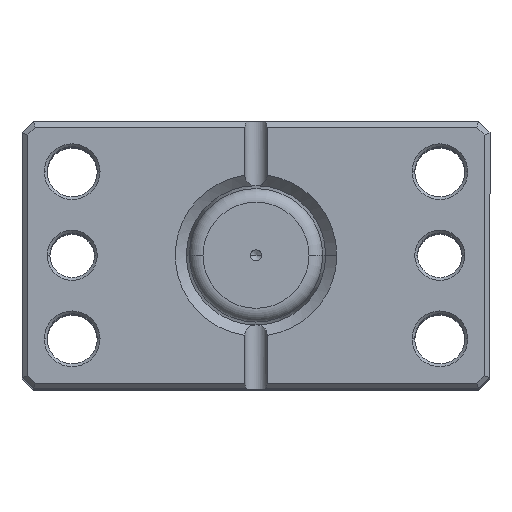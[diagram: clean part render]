
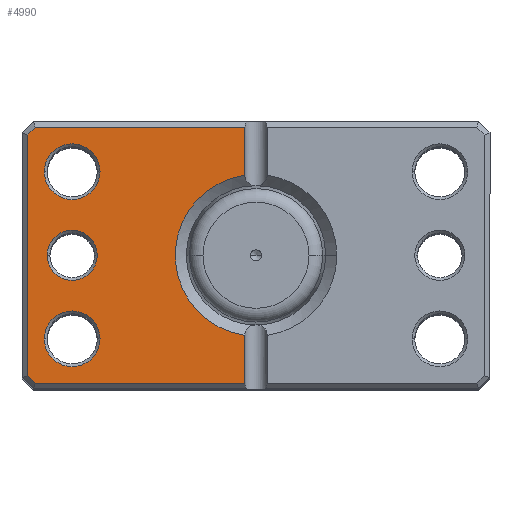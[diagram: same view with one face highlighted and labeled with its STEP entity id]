
A CAD part, top view. The second image highlights one B-rep face of the part: STEP entity #4990.
In plain terms, the highlighted face is planar.
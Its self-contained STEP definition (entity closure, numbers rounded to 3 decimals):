
#22 = EDGE_CURVE ( 'NONE', #1009, #3379, #182, .T. ) ;
#41 = AXIS2_PLACEMENT_3D ( 'NONE', #2533, #5810, #3051 ) ;
#63 = FACE_OUTER_BOUND ( 'NONE', #3903, .T. ) ;
#179 = VECTOR ( 'NONE', #5761, 1000. ) ;
#182 = CIRCLE ( 'NONE', #1656, 5. ) ;
#227 = VECTOR ( 'NONE', #3966, 1000. ) ;
#261 = LINE ( 'NONE', #537, #4305 ) ;
#273 = VERTEX_POINT ( 'NONE', #6858 ) ;
#287 = CARTESIAN_POINT ( 'NONE',  ( 38., -15., 0. ) ) ;
#304 = ORIENTED_EDGE ( 'NONE', *, *, #1437, .T. ) ;
#360 = VERTEX_POINT ( 'NONE', #4283 ) ;
#369 = DIRECTION ( 'NONE',  ( 1., 0., 0. ) ) ;
#404 = EDGE_LOOP ( 'NONE', ( #3716, #439 ) ) ;
#439 = ORIENTED_EDGE ( 'NONE', *, *, #4928, .T. ) ;
#463 = CARTESIAN_POINT ( 'NONE',  ( 33., 0., 0. ) ) ;
#537 = CARTESIAN_POINT ( 'NONE',  ( 2., 24., 0. ) ) ;
#566 = ORIENTED_EDGE ( 'NONE', *, *, #5933, .T. ) ;
#709 = FACE_BOUND ( 'NONE', #2790, .T. ) ;
#782 = CARTESIAN_POINT ( 'NONE',  ( 33., -15., 0. ) ) ;
#818 = ORIENTED_EDGE ( 'NONE', *, *, #5597, .T. ) ;
#938 = DIRECTION ( 'NONE',  ( 0., 0., 1. ) ) ;
#1009 = VERTEX_POINT ( 'NONE', #4449 ) ;
#1013 = DIRECTION ( 'NONE',  ( 1., 0., 0. ) ) ;
#1061 = CARTESIAN_POINT ( 'NONE',  ( 2., -14.361, 0. ) ) ;
#1141 = EDGE_CURVE ( 'NONE', #5453, #1463, #1802, .T. ) ;
#1309 = DIRECTION ( 'NONE',  ( 1., 0., 0. ) ) ;
#1355 = DIRECTION ( 'NONE',  ( 1., 0., 0. ) ) ;
#1358 = DIRECTION ( 'NONE',  ( -0.707, -0.707, 0. ) ) ;
#1396 = VERTEX_POINT ( 'NONE', #6298 ) ;
#1417 = EDGE_CURVE ( 'NONE', #360, #5453, #4479, .T. ) ;
#1437 = EDGE_CURVE ( 'NONE', #273, #2761, #261, .T. ) ;
#1448 = FACE_BOUND ( 'NONE', #404, .T. ) ;
#1463 = VERTEX_POINT ( 'NONE', #1061 ) ;
#1505 = ORIENTED_EDGE ( 'NONE', *, *, #2218, .T. ) ;
#1537 = CARTESIAN_POINT ( 'NONE',  ( 0., 23., 0. ) ) ;
#1611 = CIRCLE ( 'NONE', #41, 14.5 ) ;
#1656 = AXIS2_PLACEMENT_3D ( 'NONE', #4091, #938, #4630 ) ;
#1802 = LINE ( 'NONE', #6648, #4470 ) ;
#1916 = DIRECTION ( 'NONE',  ( 0., 0., 1. ) ) ;
#2218 = EDGE_CURVE ( 'NONE', #3379, #1009, #2945, .T. ) ;
#2325 = AXIS2_PLACEMENT_3D ( 'NONE', #4170, #6755, #1013 ) ;
#2356 = CARTESIAN_POINT ( 'NONE',  ( 33., 15., 0. ) ) ;
#2464 = ORIENTED_EDGE ( 'NONE', *, *, #6050, .T. ) ;
#2499 = CARTESIAN_POINT ( 'NONE',  ( 37.5, 0., 0. ) ) ;
#2533 = CARTESIAN_POINT ( 'NONE',  ( 0., 0., 0. ) ) ;
#2606 = DIRECTION ( 'NONE',  ( -1., 0., 0. ) ) ;
#2761 = VERTEX_POINT ( 'NONE', #6188 ) ;
#2774 = AXIS2_PLACEMENT_3D ( 'NONE', #2356, #6064, #2900 ) ;
#2790 = EDGE_LOOP ( 'NONE', ( #2464, #4486 ) ) ;
#2836 = VECTOR ( 'NONE', #5766, 1000. ) ;
#2892 = VERTEX_POINT ( 'NONE', #5252 ) ;
#2900 = DIRECTION ( 'NONE',  ( 1., 0., 0. ) ) ;
#2945 = CIRCLE ( 'NONE', #4685, 5. ) ;
#2946 = CARTESIAN_POINT ( 'NONE',  ( 31.293, -31.293, 0. ) ) ;
#2959 = LINE ( 'NONE', #4571, #179 ) ;
#3023 = CARTESIAN_POINT ( 'NONE',  ( 33., 0., 0. ) ) ;
#3051 = DIRECTION ( 'NONE',  ( 1., 0., 0. ) ) ;
#3374 = EDGE_CURVE ( 'NONE', #1396, #4821, #5836, .T. ) ;
#3379 = VERTEX_POINT ( 'NONE', #287 ) ;
#3444 = PLANE ( 'NONE',  #5617 ) ;
#3541 = ORIENTED_EDGE ( 'NONE', *, *, #1417, .T. ) ;
#3555 = DIRECTION ( 'NONE',  ( 0., 0., 1. ) ) ;
#3691 = VERTEX_POINT ( 'NONE', #5119 ) ;
#3716 = ORIENTED_EDGE ( 'NONE', *, *, #5733, .T. ) ;
#3731 = VERTEX_POINT ( 'NONE', #2499 ) ;
#3842 = CIRCLE ( 'NONE', #5404, 4.5 ) ;
#3903 = EDGE_LOOP ( 'NONE', ( #3906, #818, #304, #4474, #6662, #5049, #566, #3541 ) ) ;
#3906 = ORIENTED_EDGE ( 'NONE', *, *, #1141, .T. ) ;
#3920 = VECTOR ( 'NONE', #1358, 1000. ) ;
#3966 = DIRECTION ( 'NONE',  ( 0.707, -0.707, 0. ) ) ;
#3978 = AXIS2_PLACEMENT_3D ( 'NONE', #3023, #3555, #6265 ) ;
#4091 = CARTESIAN_POINT ( 'NONE',  ( 33., -15., 0. ) ) ;
#4170 = CARTESIAN_POINT ( 'NONE',  ( 33., 15., 0. ) ) ;
#4193 = CARTESIAN_POINT ( 'NONE',  ( 0., -23., 0. ) ) ;
#4219 = CARTESIAN_POINT ( 'NONE',  ( 41., 21.586, 0. ) ) ;
#4223 = VERTEX_POINT ( 'NONE', #6768 ) ;
#4267 = VERTEX_POINT ( 'NONE', #6278 ) ;
#4283 = CARTESIAN_POINT ( 'NONE',  ( 39.586, -23., 0. ) ) ;
#4305 = VECTOR ( 'NONE', #5792, 1000. ) ;
#4444 = CIRCLE ( 'NONE', #2774, 5. ) ;
#4449 = CARTESIAN_POINT ( 'NONE',  ( 28., -15., 0. ) ) ;
#4470 = VECTOR ( 'NONE', #5055, 1000. ) ;
#4474 = ORIENTED_EDGE ( 'NONE', *, *, #5217, .T. ) ;
#4479 = LINE ( 'NONE', #4193, #4632 ) ;
#4486 = ORIENTED_EDGE ( 'NONE', *, *, #6041, .T. ) ;
#4494 = DIRECTION ( 'NONE',  ( 0., 0., 1. ) ) ;
#4531 = DIRECTION ( 'NONE',  ( 0., 0., 1. ) ) ;
#4571 = CARTESIAN_POINT ( 'NONE',  ( 41., 0., 0. ) ) ;
#4596 = LINE ( 'NONE', #2946, #3920 ) ;
#4630 = DIRECTION ( 'NONE',  ( 1., 0., 0. ) ) ;
#4632 = VECTOR ( 'NONE', #2606, 1000. ) ;
#4685 = AXIS2_PLACEMENT_3D ( 'NONE', #782, #4494, #1309 ) ;
#4818 = CIRCLE ( 'NONE', #2325, 5. ) ;
#4821 = VERTEX_POINT ( 'NONE', #4219 ) ;
#4928 = EDGE_CURVE ( 'NONE', #3691, #2892, #4444, .T. ) ;
#4984 = LINE ( 'NONE', #1537, #2836 ) ;
#4990 = ADVANCED_FACE ( 'NONE', ( #709, #5502, #1448, #63 ), #3444, .F. ) ;
#5049 = ORIENTED_EDGE ( 'NONE', *, *, #6076, .T. ) ;
#5055 = DIRECTION ( 'NONE',  ( 0., 1., 0. ) ) ;
#5119 = CARTESIAN_POINT ( 'NONE',  ( 38., 15., 0. ) ) ;
#5217 = EDGE_CURVE ( 'NONE', #2761, #1396, #4984, .T. ) ;
#5233 = EDGE_LOOP ( 'NONE', ( #5715, #1505 ) ) ;
#5252 = CARTESIAN_POINT ( 'NONE',  ( 28., 15., 0. ) ) ;
#5404 = AXIS2_PLACEMENT_3D ( 'NONE', #463, #1916, #369 ) ;
#5453 = VERTEX_POINT ( 'NONE', #5986 ) ;
#5502 = FACE_BOUND ( 'NONE', #5233, .T. ) ;
#5597 = EDGE_CURVE ( 'NONE', #1463, #273, #1611, .T. ) ;
#5617 = AXIS2_PLACEMENT_3D ( 'NONE', #6085, #4531, #1355 ) ;
#5715 = ORIENTED_EDGE ( 'NONE', *, *, #22, .T. ) ;
#5733 = EDGE_CURVE ( 'NONE', #2892, #3691, #4818, .T. ) ;
#5761 = DIRECTION ( 'NONE',  ( 0., -1., 0. ) ) ;
#5766 = DIRECTION ( 'NONE',  ( 1., 0., 0. ) ) ;
#5792 = DIRECTION ( 'NONE',  ( 0., 1., 0. ) ) ;
#5810 = DIRECTION ( 'NONE',  ( 0., 0., 1. ) ) ;
#5836 = LINE ( 'NONE', #6047, #227 ) ;
#5933 = EDGE_CURVE ( 'NONE', #4267, #360, #4596, .T. ) ;
#5986 = CARTESIAN_POINT ( 'NONE',  ( 2., -23., 0. ) ) ;
#6041 = EDGE_CURVE ( 'NONE', #3731, #4223, #6660, .T. ) ;
#6047 = CARTESIAN_POINT ( 'NONE',  ( 31.293, 31.293, 0. ) ) ;
#6050 = EDGE_CURVE ( 'NONE', #4223, #3731, #3842, .T. ) ;
#6064 = DIRECTION ( 'NONE',  ( 0., 0., 1. ) ) ;
#6076 = EDGE_CURVE ( 'NONE', #4821, #4267, #2959, .T. ) ;
#6085 = CARTESIAN_POINT ( 'NONE',  ( 0., 0., 0. ) ) ;
#6188 = CARTESIAN_POINT ( 'NONE',  ( 2., 23., 0. ) ) ;
#6265 = DIRECTION ( 'NONE',  ( 1., 0., 0. ) ) ;
#6278 = CARTESIAN_POINT ( 'NONE',  ( 41., -21.586, 0. ) ) ;
#6298 = CARTESIAN_POINT ( 'NONE',  ( 39.586, 23., 0. ) ) ;
#6648 = CARTESIAN_POINT ( 'NONE',  ( 2., 24., 0. ) ) ;
#6660 = CIRCLE ( 'NONE', #3978, 4.5 ) ;
#6662 = ORIENTED_EDGE ( 'NONE', *, *, #3374, .T. ) ;
#6755 = DIRECTION ( 'NONE',  ( 0., 0., 1. ) ) ;
#6768 = CARTESIAN_POINT ( 'NONE',  ( 28.5, 0., 0. ) ) ;
#6858 = CARTESIAN_POINT ( 'NONE',  ( 2., 14.361, 0. ) ) ;
